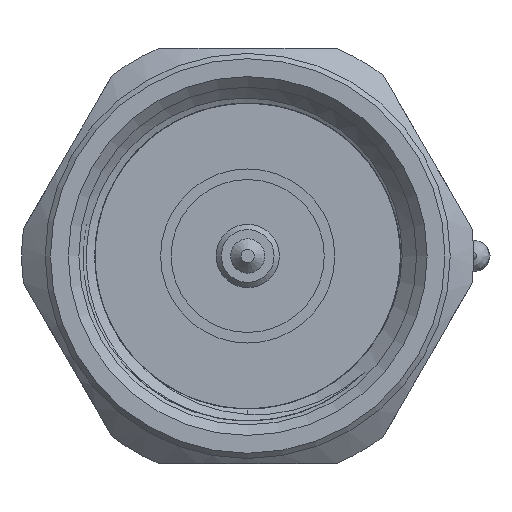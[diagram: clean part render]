
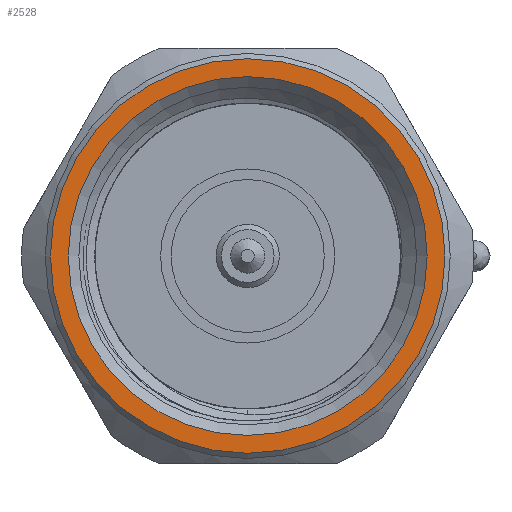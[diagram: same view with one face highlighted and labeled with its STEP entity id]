
A CAD part, front view. The second image highlights one B-rep face of the part: STEP entity #2528.
In plain terms, the highlighted planar face has unit normal (0, -1, 0).
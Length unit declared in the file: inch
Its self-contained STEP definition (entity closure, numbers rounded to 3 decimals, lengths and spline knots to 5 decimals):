
#239 = DIRECTION ( 'NONE',  ( 0., 1., 0. ) ) ;
#904 = VERTEX_POINT ( 'NONE', #3744 ) ;
#993 = DIRECTION ( 'NONE',  ( 0., 1., 0. ) ) ;
#1228 = DIRECTION ( 'NONE',  ( 0., 0., 1. ) ) ;
#1794 = DIRECTION ( 'NONE',  ( 0., -1., 0. ) ) ;
#2052 = CIRCLE ( 'NONE', #3661, 0.37379 ) ;
#2338 = CARTESIAN_POINT ( 'NONE',  ( 0., -0.897, 0. ) ) ;
#2383 = CARTESIAN_POINT ( 'NONE',  ( 0., -0.897, 0. ) ) ;
#2528 = ADVANCED_FACE ( 'NONE', ( #3117, #5939 ), #6415, .F. ) ;
#2732 = CIRCLE ( 'NONE', #6832, 0.34 ) ;
#2852 = ORIENTED_EDGE ( 'NONE', *, *, #3767, .T. ) ;
#3117 = FACE_BOUND ( 'NONE', #4598, .T. ) ;
#3661 = AXIS2_PLACEMENT_3D ( 'NONE', #2383, #1794, #6778 ) ;
#3744 = CARTESIAN_POINT ( 'NONE',  ( 0., -0.897, 0.37379 ) ) ;
#3767 = EDGE_CURVE ( 'NONE', #904, #904, #2052, .T. ) ;
#3862 = ORIENTED_EDGE ( 'NONE', *, *, #6368, .T. ) ;
#4598 = EDGE_LOOP ( 'NONE', ( #3862 ) ) ;
#5939 = FACE_OUTER_BOUND ( 'NONE', #7143, .T. ) ;
#6005 = CARTESIAN_POINT ( 'NONE',  ( -0.36879, -0.897, 0. ) ) ;
#6059 = VERTEX_POINT ( 'NONE', #6617 ) ;
#6124 = AXIS2_PLACEMENT_3D ( 'NONE', #6005, #993, #6527 ) ;
#6368 = EDGE_CURVE ( 'NONE', #6059, #6059, #2732, .T. ) ;
#6415 = PLANE ( 'NONE',  #6124 ) ;
#6527 = DIRECTION ( 'NONE',  ( 0., 0., 1. ) ) ;
#6617 = CARTESIAN_POINT ( 'NONE',  ( 0., -0.897, 0.34 ) ) ;
#6778 = DIRECTION ( 'NONE',  ( 0., 0., 1. ) ) ;
#6832 = AXIS2_PLACEMENT_3D ( 'NONE', #2338, #239, #1228 ) ;
#7143 = EDGE_LOOP ( 'NONE', ( #2852 ) ) ;
